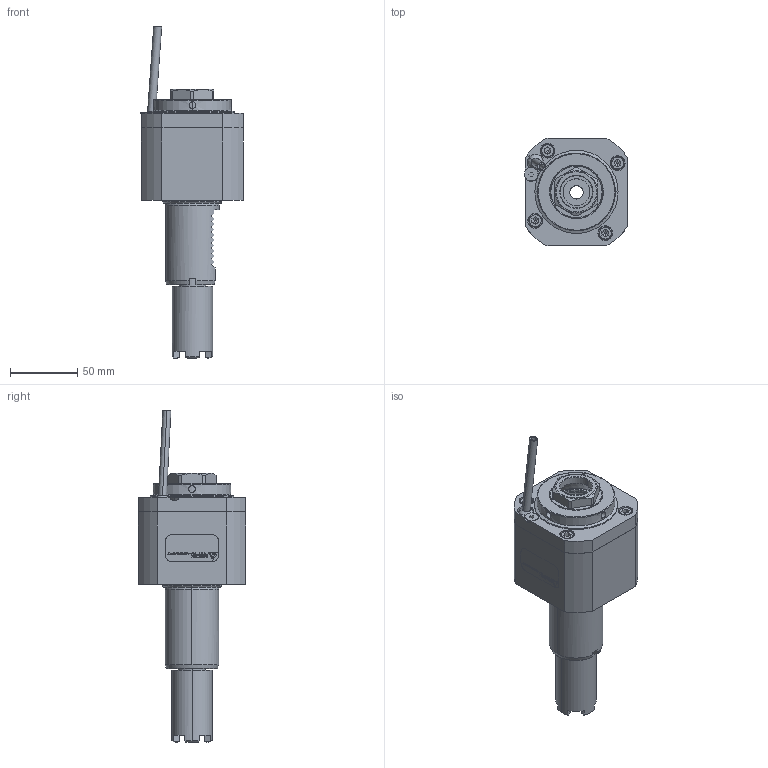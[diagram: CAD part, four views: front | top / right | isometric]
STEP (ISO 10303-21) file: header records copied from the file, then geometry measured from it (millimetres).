
FILE_DESCRIPTION (( 'STEP AP203' ), '1' );
FILE_NAME ('04-0779.STEP', '2023-09-13T20:37:44', ( '' ), ( '' ), 'SwSTEP 2.0', 'SolidWorks 2022', '' );
FILE_SCHEMA (( 'CONFIG_CONTROL_DESIGN' ));
Length unit declared in the file: inch
Products named in the file (1): 04-0779
Bounding box: 76.66 x 80 x 247.54 mm (x, y, z)
Surface area: 64682.1 mm2 (no closed solid volume)
Topology: 0 solids, 24 shells, 354 faces, 1077 edges, 758 vertices
Faces by surface type: plane 195, cylinder 83, cone 41, bspline 29, torus 6
Entity records: 17700 total; most frequent: CARTESIAN_POINT 8629, ORIENTED_EDGE 1882, DIRECTION 1637, EDGE_CURVE 1073, VERTEX_POINT 758, AXIS2_PLACEMENT_3D 588, LINE 461, VECTOR 461
